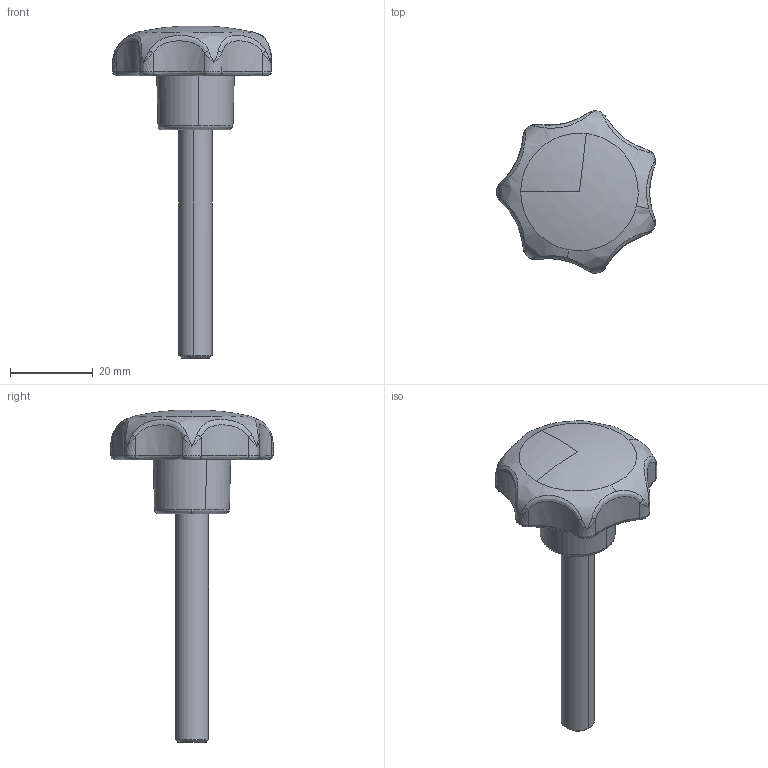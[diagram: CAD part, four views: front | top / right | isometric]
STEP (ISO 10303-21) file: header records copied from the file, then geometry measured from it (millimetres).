
FILE_DESCRIPTION((''),'2;1');
FILE_NAME('','2005-07-15T11:01:03',(''),(''),'','CADfix','');
FILE_SCHEMA(('AUTOMOTIVE_DESIGN'));
Length unit declared in the file: millimetre
Products named in the file (3): screw; knob; KSM_40_M8_55_9384_36
Assembly tree (2 placements, depth 2):
  KSM_40_M8_55_9384_36
    screw
    knob
Bounding box: 38.32 x 39.15 x 80 mm (x, y, z)
Volume: 13270.9 mm3; surface area: 7334 mm2
Topology: 2 solids, 2 shells, 103 faces, 283 edges, 171 vertices
Faces by surface type: bspline 103
Entity records: 6735 total; most frequent: CARTESIAN_POINT 5259, ORIENTED_EDGE 534, EDGE_CURVE 267, VERTEX_POINT 171, EDGE_LOOP 106, FACE_OUTER_BOUND 103, ADVANCED_FACE 103, B_SPLINE_CURVE_WITH_KNOTS 67
